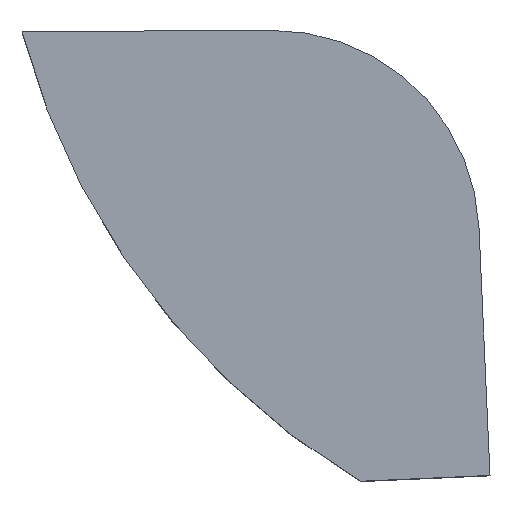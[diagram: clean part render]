
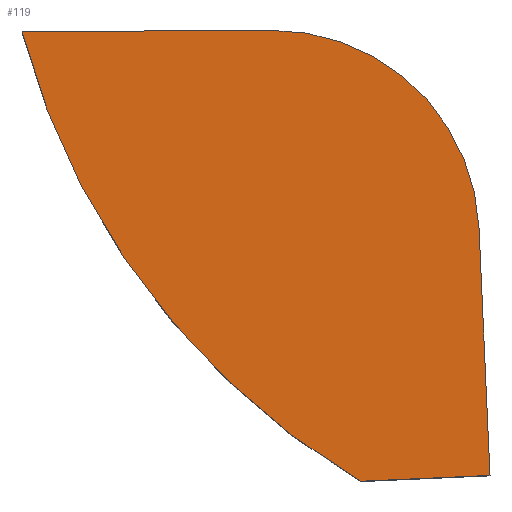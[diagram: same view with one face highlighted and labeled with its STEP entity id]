
A CAD part, top view. The second image highlights one B-rep face of the part: STEP entity #119.
In plain terms, the highlighted planar face has unit normal (0, 0, 1).
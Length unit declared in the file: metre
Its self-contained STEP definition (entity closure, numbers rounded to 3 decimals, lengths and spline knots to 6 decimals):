
#15=PLANE('',#143);
#21=LINE('',#195,#32);
#24=LINE('',#201,#35);
#27=LINE('',#210,#38);
#32=VECTOR('',#159,1.);
#35=VECTOR('',#164,1.);
#38=VECTOR('',#175,1.);
#59=ORIENTED_EDGE('',*,*,#71,.T.);
#60=ORIENTED_EDGE('',*,*,#75,.T.);
#61=ORIENTED_EDGE('',*,*,#78,.F.);
#62=ORIENTED_EDGE('',*,*,#81,.T.);
#63=ORIENTED_EDGE('',*,*,#83,.F.);
#71=EDGE_CURVE('',#87,#86,#95,.T.);
#75=EDGE_CURVE('',#86,#89,#21,.T.);
#78=EDGE_CURVE('',#91,#89,#24,.T.);
#81=EDGE_CURVE('',#91,#93,#97,.T.);
#83=EDGE_CURVE('',#87,#93,#27,.T.);
#86=VERTEX_POINT('',#186);
#87=VERTEX_POINT('',#188);
#89=VERTEX_POINT('',#194);
#91=VERTEX_POINT('',#200);
#93=VERTEX_POINT('',#206);
#95=CIRCLE('',#136,0.004639);
#97=CIRCLE('',#141,0.001289);
#103=EDGE_LOOP('',(#59,#60,#61,#62,#63));
#110=FACE_BOUND('',#103,.T.);
#119=ADVANCED_FACE('',(#110),#15,.T.);
#136=AXIS2_PLACEMENT_3D('',#187,#152,#153);
#141=AXIS2_PLACEMENT_3D('',#207,#170,#171);
#143=AXIS2_PLACEMENT_3D('',#211,#176,#177);
#152=DIRECTION('',(0.,0.,1.));
#153=DIRECTION('',(1.,0.,0.));
#159=DIRECTION('',(0.999,0.044,0.));
#164=DIRECTION('',(0.044,-0.999,0.));
#170=DIRECTION('',(0.,0.,1.));
#171=DIRECTION('',(1.,0.,0.));
#175=DIRECTION('',(1.,0.005,0.));
#176=DIRECTION('',(0.,0.,1.));
#177=DIRECTION('',(1.,0.,0.));
#186=CARTESIAN_POINT('',(-0.011666,0.042864,0.0015));
#187=CARTESIAN_POINT('',(-0.009289,0.046848,0.0015));
#188=CARTESIAN_POINT('',(-0.013777,0.04567,0.0015));
#194=CARTESIAN_POINT('',(-0.010856,0.0429,0.0015));
#195=CARTESIAN_POINT('',(-0.011261,0.042882,0.0015));
#200=CARTESIAN_POINT('',(-0.010925,0.044446,0.0015));
#201=CARTESIAN_POINT('',(-0.01089,0.043673,0.0015));
#206=CARTESIAN_POINT('',(-0.012219,0.045678,0.0015));
#207=CARTESIAN_POINT('',(-0.012212,0.044389,0.0015));
#210=CARTESIAN_POINT('',(-0.012998,0.045674,0.0015));
#211=CARTESIAN_POINT('',(-0.000463,0.034297,0.0015));
